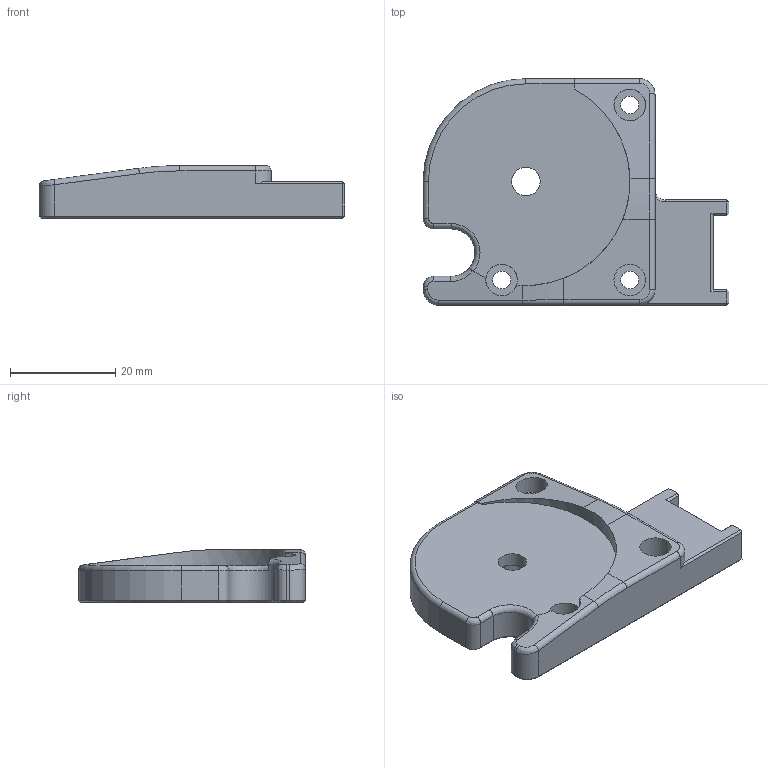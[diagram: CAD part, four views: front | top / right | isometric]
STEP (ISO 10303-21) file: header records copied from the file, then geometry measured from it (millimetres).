
FILE_DESCRIPTION(/* description */ (''),/* implementation_level */ '2;1');
FILE_NAME(/* name */ 'base_plate_b_r2.stp',/* time_stamp */ '2022-05-05T23:29:40+02:00',/* author */ ('Hans'),/* organization */ (''),/* preprocessor_version */ 'ST-DEVELOPER v18.1',/* originating_system */ 'Autodesk Inventor 2022',/* authorisation */ '');
FILE_SCHEMA (('AUTOMOTIVE_DESIGN { 1 0 10303 214 3 1 1 }'));
Length unit declared in the file: millimetre
Products named in the file (1): base_plate_b_r2
Bounding box: 58 x 43 x 10 mm (x, y, z)
Volume: 13952.7 mm3; surface area: 6019.1 mm2
Topology: 1 solids, 1 shells, 132 faces, 306 edges, 178 vertices
Faces by surface type: plane 79, cylinder 29, cone 14, torus 5, bspline 5
Full cylindrical faces by diameter (mm): 3.4 x3, 5.4 x1, 6 x3
Entity records: 3991 total; most frequent: CARTESIAN_POINT 782, DIRECTION 646, ORIENTED_EDGE 612, EDGE_CURVE 306, AXIS2_PLACEMENT_3D 217, LINE 212, VECTOR 212, VERTEX_POINT 178
